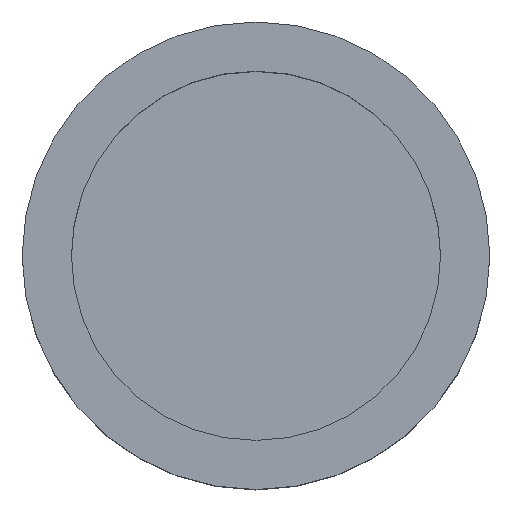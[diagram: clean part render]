
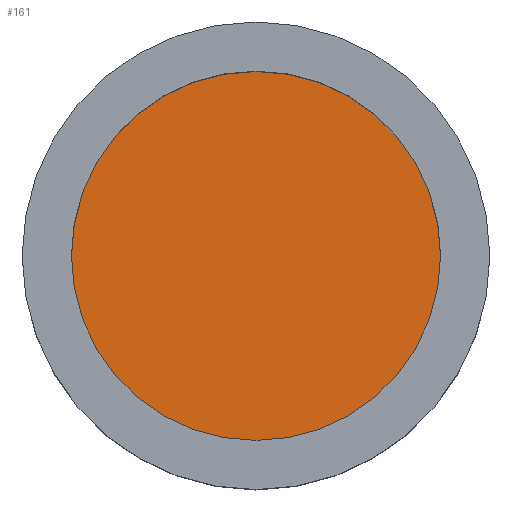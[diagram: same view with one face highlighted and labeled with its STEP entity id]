
A CAD part, top view. The second image highlights one B-rep face of the part: STEP entity #161.
In plain terms, the highlighted planar face has unit normal (0, 0, 1).
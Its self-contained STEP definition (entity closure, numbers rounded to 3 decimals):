
#8 = DIRECTION ( 'NONE',  ( 1., 0., 0. ) ) ;
#12 = EDGE_CURVE ( 'NONE', #23, #97, #146, .T. ) ;
#13 = FACE_OUTER_BOUND ( 'NONE', #151, .T. ) ;
#23 = VERTEX_POINT ( 'NONE', #255 ) ;
#40 = DIRECTION ( 'NONE',  ( 0., 0., 1. ) ) ;
#67 = CARTESIAN_POINT ( 'NONE',  ( 7.5, 0., 2. ) ) ;
#71 = PLANE ( 'NONE',  #236 ) ;
#91 = ORIENTED_EDGE ( 'NONE', *, *, #148, .T. ) ;
#97 = VERTEX_POINT ( 'NONE', #67 ) ;
#99 = CARTESIAN_POINT ( 'NONE',  ( 0., 0., 2. ) ) ;
#121 = DIRECTION ( 'NONE',  ( 1., 0., 0. ) ) ;
#137 = CIRCLE ( 'NONE', #219, 7.5 ) ;
#143 = DIRECTION ( 'NONE',  ( 0., 0., 1. ) ) ;
#146 = CIRCLE ( 'NONE', #185, 7.5 ) ;
#148 = EDGE_CURVE ( 'NONE', #97, #23, #137, .T. ) ;
#151 = EDGE_LOOP ( 'NONE', ( #91, #195 ) ) ;
#161 = ADVANCED_FACE ( 'NONE', ( #13 ), #71, .T. ) ;
#178 = DIRECTION ( 'NONE',  ( 0., 0., 1. ) ) ;
#185 = AXIS2_PLACEMENT_3D ( 'NONE', #99, #40, #121 ) ;
#195 = ORIENTED_EDGE ( 'NONE', *, *, #12, .T. ) ;
#219 = AXIS2_PLACEMENT_3D ( 'NONE', #226, #143, #244 ) ;
#226 = CARTESIAN_POINT ( 'NONE',  ( 0., 0., 2. ) ) ;
#236 = AXIS2_PLACEMENT_3D ( 'NONE', #242, #178, #8 ) ;
#242 = CARTESIAN_POINT ( 'NONE',  ( 0., 0., 2. ) ) ;
#244 = DIRECTION ( 'NONE',  ( 1., 0., 0. ) ) ;
#255 = CARTESIAN_POINT ( 'NONE',  ( -7.5, 0., 2. ) ) ;
